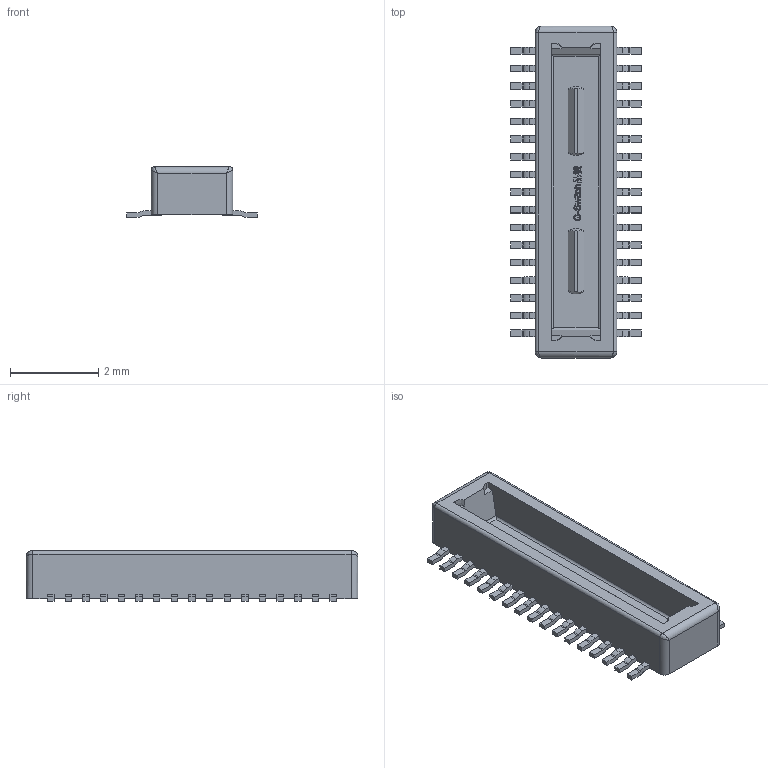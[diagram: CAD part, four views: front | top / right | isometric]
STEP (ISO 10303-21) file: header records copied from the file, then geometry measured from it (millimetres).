
FILE_DESCRIPTION((''),'2;1');
FILE_NAME('GT-B0403MSV11-XXXXX01','2024-01-06T',('13532'),(''),'PRO/ENGINEER BY PARAMETRIC TECHNOLOGY CORPORATION, 2015070','PRO/ENGINEER BY PARAMETRIC TECHNOLOGY CORPORATION, 2015070','');
FILE_SCHEMA(('CONFIG_CONTROL_DESIGN'));
Length unit declared in the file: millimetre
Products named in the file (1): GT-B0403MSV11-XXXXX01
Bounding box: 2.97 x 7.52 x 1.15 mm (x, y, z)
Volume: 9.4 mm3; surface area: 70.8 mm2
Topology: 1 solids, 1 shells, 737 faces, 2136 edges, 1424 vertices
Faces by surface type: plane 455, cylinder 196, extrusion 74, bspline 8, cone 4
Entity records: 27327 total; most frequent: CARTESIAN_POINT 7880, ORIENTED_EDGE 4272, DIRECTION 3704, EDGE_CURVE 2136, VECTOR 1634, LINE 1560, VERTEX_POINT 1424, AXIS2_PLACEMENT_3D 1035
